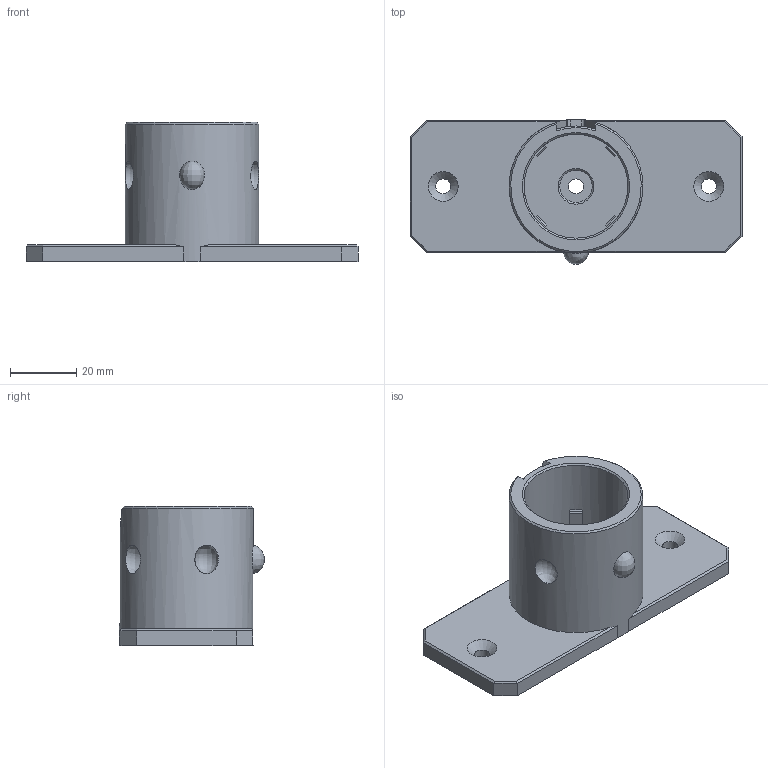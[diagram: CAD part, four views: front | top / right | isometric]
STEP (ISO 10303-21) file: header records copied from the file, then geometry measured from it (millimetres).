
FILE_DESCRIPTION(/* description */ ('','CAx-IF Rec.Pracs.---Representation and Presentation of Product Manufacturing Information (PMI)---4.0---2014-10-13'),/* implementation_level */ '2;1');
FILE_NAME(/* name */ 'Logitech G Pro RS Wheel Hub 4040 mount (M4).step',/* time_stamp */ '2024-12-09T10:11:49-05:00',/* author */ (''),/* organization */ (''),/* preprocessor_version */ 'ST-DEVELOPER v20',/* originating_system */ 'Autodesk Translation Framework v13.20.0.188',/* authorisation */ '');
FILE_SCHEMA (('AP242_MANAGED_MODEL_BASED_3D_ENGINEERING_MIM_LF { 1 0 10303 442 1 1 4 }'));
Length unit declared in the file: millimetre
Products named in the file (1): Logitech Wall Holder
Bounding box: 100 x 43.69 x 41.9 mm (x, y, z)
Volume: 46588.9 mm3; surface area: 16900.9 mm2
Topology: 1 solids, 1 shells, 74 faces, 211 edges, 138 vertices
Faces by surface type: plane 51, cylinder 11, cone 7, bspline 5
Full cylindrical faces by diameter (mm): 4.5 x3, 9.75 x1, 31.3 x1, 40.3 x1
Entity records: 2928 total; most frequent: CARTESIAN_POINT 1019, ORIENTED_EDGE 410, DIRECTION 359, EDGE_CURVE 205, VERTEX_POINT 140, LINE 127, VECTOR 127, AXIS2_PLACEMENT_3D 116
